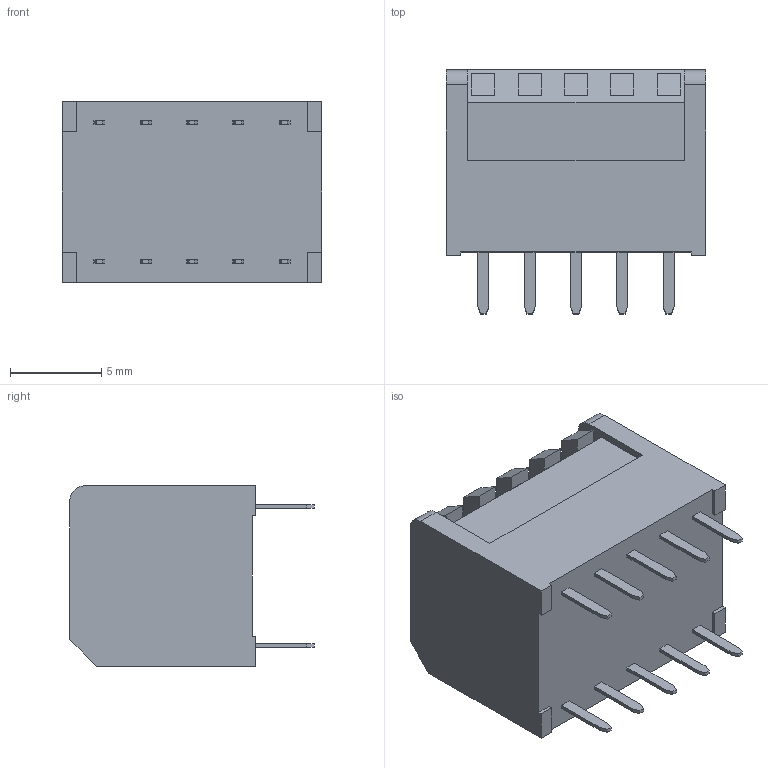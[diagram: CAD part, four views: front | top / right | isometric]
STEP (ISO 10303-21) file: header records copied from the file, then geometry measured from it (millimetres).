
FILE_DESCRIPTION(('STEP AP214'),'1');
FILE_NAME('a6fr-5101.stp','2018-02-17T04:16:23',('TraceParts'),('TraceParts S.A.'),'Spatial InterOp 3D',' ',' ');
FILE_SCHEMA(('automotive_design'));
Length unit declared in the file: millimetre
Products named in the file (1): a6fr-5101
Bounding box: 14.26 x 13.4 x 9.9 mm (x, y, z)
Volume: 1366.5 mm3; surface area: 825.3 mm2
Topology: 1 solids, 1 shells, 121 faces, 312 edges, 208 vertices
Faces by surface type: plane 119, cylinder 2
Entity records: 4594 total; most frequent: CARTESIAN_POINT 642, ORIENTED_EDGE 624, DIRECTION 560, EDGE_CURVE 312, LINE 308, VECTOR 308, VERTEX_POINT 208, EDGE_LOOP 136
